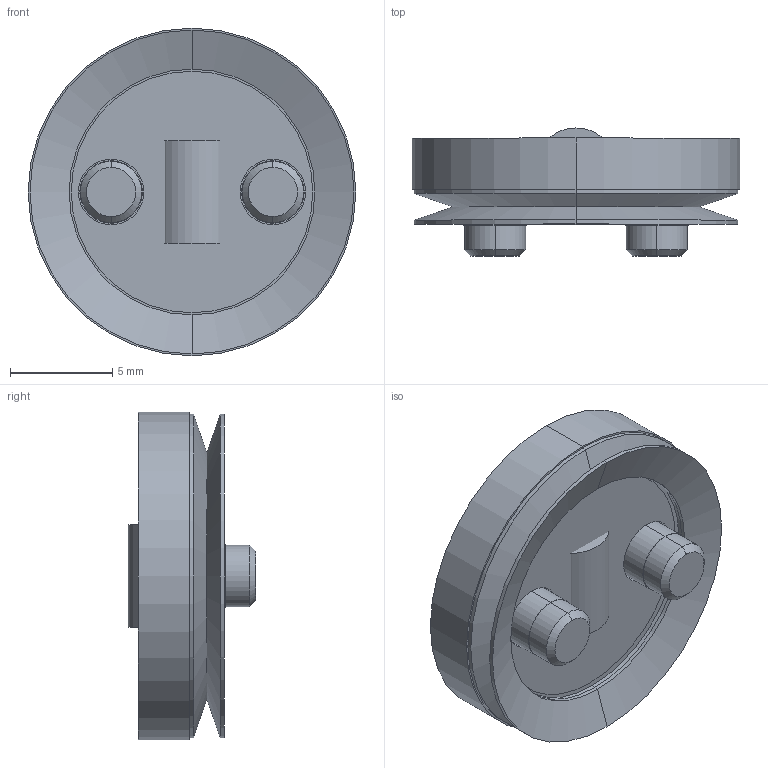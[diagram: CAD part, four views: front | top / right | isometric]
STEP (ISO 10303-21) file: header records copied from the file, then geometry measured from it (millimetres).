
FILE_DESCRIPTION (( 'STEP AP214' ), '1' );
FILE_NAME ('BruyRubio_BR1892__16.STEP', '2020-01-03T08:19:27', ( '' ), ( '' ), 'SwSTEP 2.0', 'SolidWorks 2017', '' );
FILE_SCHEMA (( 'AUTOMOTIVE_DESIGN' ));
Length unit declared in the file: millimetre
Products named in the file (5): BR1892-16_Part 5_ba745c; BR1892-16_Part 5_231221; BR1892-16_Part 4_e3d230; BR1892-16_57b0d5; BruyRubio_BR1892__16
Assembly tree (4 placements, depth 2):
  BruyRubio_BR1892__16
    BR1892-16_57b0d5
    BR1892-16_Part 4_e3d230
    BR1892-16_Part 5_231221
    BR1892-16_Part 5_ba745c
Bounding box: 16 x 6.25 x 16 mm (x, y, z)
Volume: 613.2 mm3; surface area: 1297.7 mm2
Topology: 8 solids, 8 shells, 88 faces, 182 edges, 112 vertices
Faces by surface type: cylinder 40, plane 32, cone 16
Entity records: 3552 total; most frequent: DIRECTION 456, CARTESIAN_POINT 389, ORIENTED_EDGE 364, EDGE_CURVE 182, AXIS2_PLACEMENT_3D 179, VERTEX_POINT 112, UNCERTAINTY_MEASURE_WITH_UNIT 105, EDGE_LOOP 102
